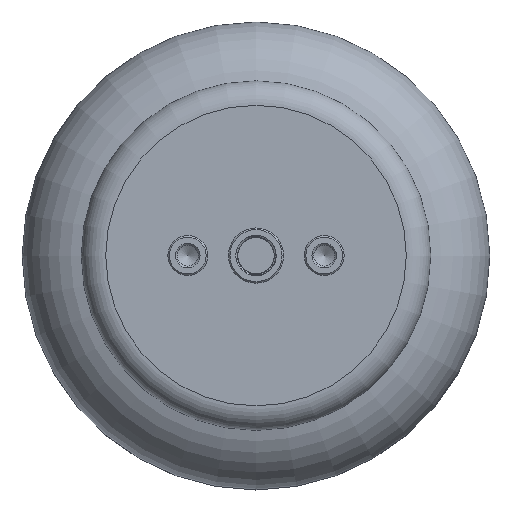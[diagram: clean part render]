
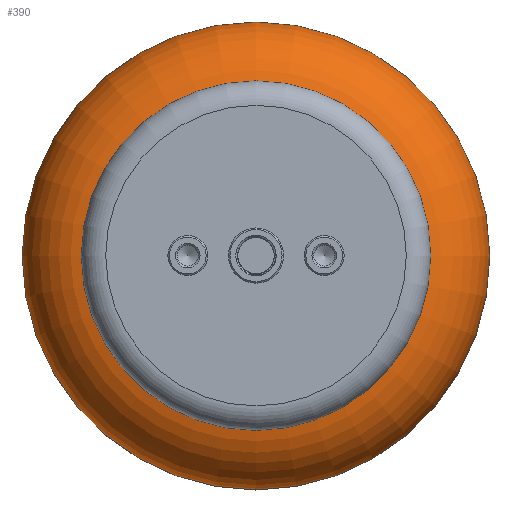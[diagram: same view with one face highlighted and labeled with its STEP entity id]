
A CAD part, top view. The second image highlights one B-rep face of the part: STEP entity #390.
In plain terms, the highlighted toroidal (fillet/blend) face has major radius 52.05 mm and minor radius 24.2 mm.
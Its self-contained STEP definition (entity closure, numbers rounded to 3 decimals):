
#288=TOROIDAL_SURFACE('',#1524,52.05,24.2);
#390=ADVANCED_FACE('',(#601,#602),#288,.T.);
#601=FACE_BOUND('',#798,.T.);
#602=FACE_BOUND('',#799,.T.);
#798=EDGE_LOOP('',(#1010));
#799=EDGE_LOOP('',(#1011));
#1010=ORIENTED_EDGE('',*,*,#1234,.F.);
#1011=ORIENTED_EDGE('',*,*,#1235,.T.);
#1123=VERTEX_POINT('',#4083);
#1124=VERTEX_POINT('',#4086);
#1234=EDGE_CURVE('',#1123,#1123,#1332,.T.);
#1235=EDGE_CURVE('',#1124,#1124,#1333,.T.);
#1332=CIRCLE('',#1521,52.741);
#1333=CIRCLE('',#1523,52.05);
#1521=AXIS2_PLACEMENT_3D('',#4082,#1907,#1908);
#1523=AXIS2_PLACEMENT_3D('',#4085,#1911,#1912);
#1524=AXIS2_PLACEMENT_3D('',#4087,#1913,#1914);
#1907=DIRECTION('',(0.,0.,1.));
#1908=DIRECTION('',(-1.,0.,0.));
#1911=DIRECTION('',(0.,0.,1.));
#1912=DIRECTION('',(-1.,0.,0.));
#1913=DIRECTION('',(0.,0.,1.));
#1914=DIRECTION('',(-1.,0.,0.));
#4082=CARTESIAN_POINT('',(0.,0.,128.575));
#4083=CARTESIAN_POINT('',(-52.741,0.,128.575));
#4085=CARTESIAN_POINT('',(0.,0.,80.185));
#4086=CARTESIAN_POINT('',(-52.05,0.,80.185));
#4087=CARTESIAN_POINT('',(0.,0.,104.385));
